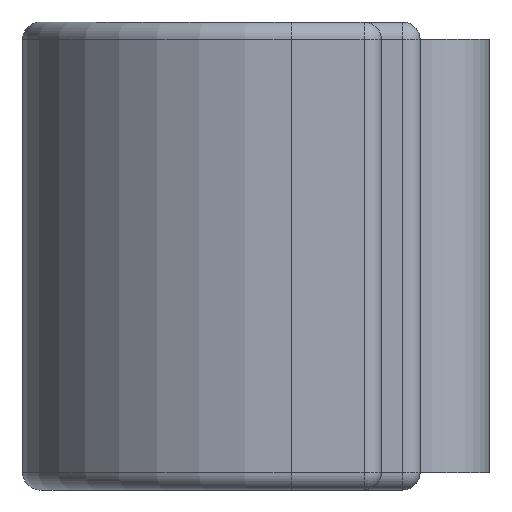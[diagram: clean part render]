
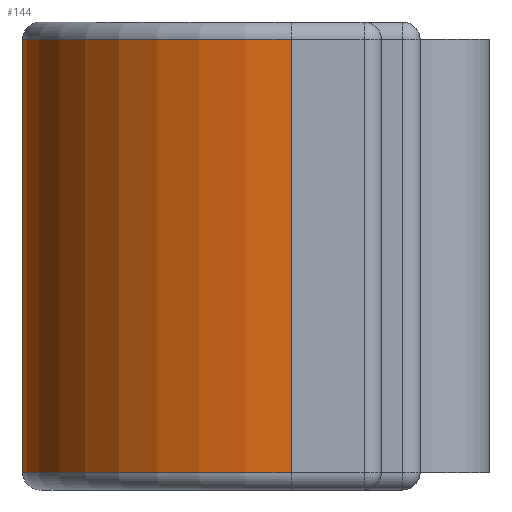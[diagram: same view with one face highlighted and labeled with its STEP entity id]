
A CAD part, left-side view. The second image highlights one B-rep face of the part: STEP entity #144.
In plain terms, the highlighted cylindrical face has radius 11.811 mm (diameter 23.622 mm), a partial arc.
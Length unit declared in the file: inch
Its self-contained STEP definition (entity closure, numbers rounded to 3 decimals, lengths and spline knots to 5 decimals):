
#144 = ADVANCED_FACE ( 'NONE', ( #278 ), #1884, .T. ) ;
#172 = CARTESIAN_POINT ( 'NONE',  ( -0.41, 0.343, 0.375 ) ) ;
#278 = FACE_OUTER_BOUND ( 'NONE', #672, .T. ) ;
#505 = VERTEX_POINT ( 'NONE', #3335 ) ;
#532 = ORIENTED_EDGE ( 'NONE', *, *, #3289, .T. ) ;
#604 = LINE ( 'NONE', #3321, #3457 ) ;
#624 = LINE ( 'NONE', #172, #2762 ) ;
#672 = EDGE_LOOP ( 'NONE', ( #1917, #532, #1967, #2615 ) ) ;
#953 = CARTESIAN_POINT ( 'NONE',  ( -1.34, 0.343, -0.375 ) ) ;
#1104 = DIRECTION ( 'NONE',  ( 0., 0., -1. ) ) ;
#1209 = CARTESIAN_POINT ( 'NONE',  ( -0.875, 0.343, 0.375 ) ) ;
#1266 = DIRECTION ( 'NONE',  ( 0., 0., -1. ) ) ;
#1284 = VERTEX_POINT ( 'NONE', #1640 ) ;
#1387 = EDGE_CURVE ( 'NONE', #505, #1920, #604, .T. ) ;
#1413 = CARTESIAN_POINT ( 'NONE',  ( -0.875, 0.343, -0.375 ) ) ;
#1484 = DIRECTION ( 'NONE',  ( 1., 0., 0. ) ) ;
#1640 = CARTESIAN_POINT ( 'NONE',  ( -0.41, 0.343, 0.375 ) ) ;
#1693 = DIRECTION ( 'NONE',  ( 1., 0., 0. ) ) ;
#1696 = CARTESIAN_POINT ( 'NONE',  ( -0.875, 0.343, 0. ) ) ;
#1821 = VERTEX_POINT ( 'NONE', #2845 ) ;
#1884 = CYLINDRICAL_SURFACE ( 'NONE', #2786, 0.465 ) ;
#1917 = ORIENTED_EDGE ( 'NONE', *, *, #1989, .T. ) ;
#1920 = VERTEX_POINT ( 'NONE', #953 ) ;
#1967 = ORIENTED_EDGE ( 'NONE', *, *, #1387, .F. ) ;
#1989 = EDGE_CURVE ( 'NONE', #1284, #1821, #624, .T. ) ;
#2056 = CIRCLE ( 'NONE', #2368, 0.465 ) ;
#2368 = AXIS2_PLACEMENT_3D ( 'NONE', #1413, #3344, #1693 ) ;
#2483 = AXIS2_PLACEMENT_3D ( 'NONE', #1209, #3147, #1484 ) ;
#2605 = DIRECTION ( 'NONE',  ( 1., 0., 0. ) ) ;
#2615 = ORIENTED_EDGE ( 'NONE', *, *, #2625, .F. ) ;
#2625 = EDGE_CURVE ( 'NONE', #1284, #505, #3221, .T. ) ;
#2762 = VECTOR ( 'NONE', #1266, 39.37008 ) ;
#2786 = AXIS2_PLACEMENT_3D ( 'NONE', #1696, #3087, #2605 ) ;
#2845 = CARTESIAN_POINT ( 'NONE',  ( -0.41, 0.343, -0.375 ) ) ;
#3087 = DIRECTION ( 'NONE',  ( 0., 0., 1. ) ) ;
#3147 = DIRECTION ( 'NONE',  ( 0., 0., 1. ) ) ;
#3221 = CIRCLE ( 'NONE', #2483, 0.465 ) ;
#3289 = EDGE_CURVE ( 'NONE', #1821, #1920, #2056, .T. ) ;
#3321 = CARTESIAN_POINT ( 'NONE',  ( -1.34, 0.343, 0.375 ) ) ;
#3335 = CARTESIAN_POINT ( 'NONE',  ( -1.34, 0.343, 0.375 ) ) ;
#3344 = DIRECTION ( 'NONE',  ( 0., 0., 1. ) ) ;
#3457 = VECTOR ( 'NONE', #1104, 39.37008 ) ;
